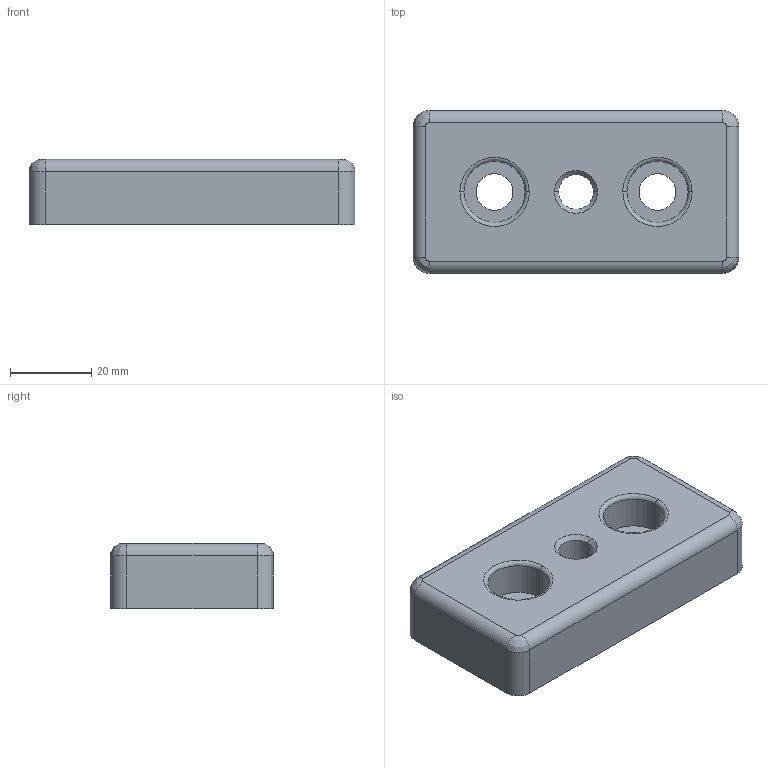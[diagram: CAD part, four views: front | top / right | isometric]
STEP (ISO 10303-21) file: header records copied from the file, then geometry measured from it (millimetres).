
FILE_DESCRIPTION (( 'STEP AP214' ), '1' );
FILE_NAME ('093ta40801008r.STEP', '2014-08-28T08:26:17', ( '' ), ( '' ), 'SwSTEP 2.0', 'SolidWorks 2014', '' );
FILE_SCHEMA (( 'AUTOMOTIVE_DESIGN' ));
Length unit declared in the file: millimetre
Products named in the file (1): 093ta40801008r
Bounding box: 80 x 40 x 16 mm (x, y, z)
Volume: 33909.7 mm3; surface area: 15229.7 mm2
Topology: 1 solids, 1 shells, 217 faces, 515 edges, 298 vertices
Faces by surface type: bspline 95, cylinder 62, plane 44, cone 16
Entity records: 10015 total; most frequent: CARTESIAN_POINT 3203, ORIENTED_EDGE 1006, DIRECTION 820, EDGE_CURVE 503, AXIS2_PLACEMENT_3D 333, VERTEX_POINT 298, EDGE_LOOP 233, UNCERTAINTY_MEASURE_WITH_UNIT 220
